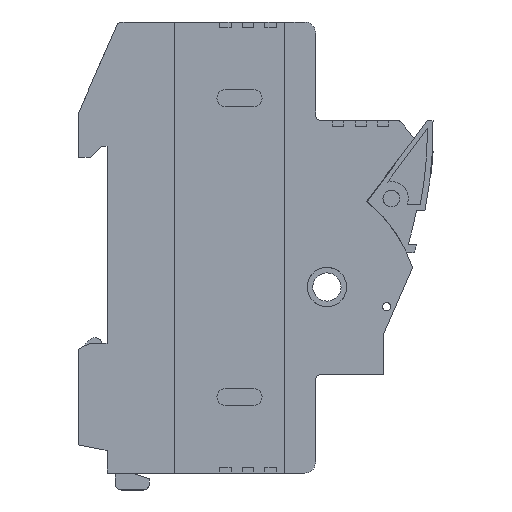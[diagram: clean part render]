
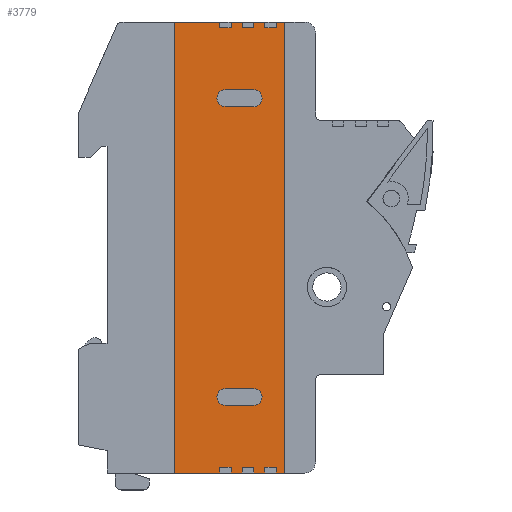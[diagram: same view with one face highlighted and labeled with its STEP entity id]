
A CAD part, left-side view. The second image highlights one B-rep face of the part: STEP entity #3779.
In plain terms, the highlighted planar face has unit normal (-1, 0, 0).
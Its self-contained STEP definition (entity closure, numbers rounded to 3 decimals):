
#1688=CARTESIAN_POINT('',(0.5,-17.0,80.0));
#1689=VERTEX_POINT('',#1688);
#1696=CARTESIAN_POINT('',(0.5,-25.0,80.0));
#1697=VERTEX_POINT('',#1696);
#1698=CARTESIAN_POINT('',(0.5,-17.,80.0));
#1699=DIRECTION('',(0.0,-1.0,0.0));
#1700=VECTOR('',#1699,8.);
#1701=LINE('',#1698,#1700);
#1702=EDGE_CURVE('',#1689,#1697,#1701,.T.);
#1720=CARTESIAN_POINT('',(0.5,-27.0,80.0));
#1721=VERTEX_POINT('',#1720);
#1728=CARTESIAN_POINT('',(0.5,-29.0,80.0));
#1729=VERTEX_POINT('',#1728);
#1730=CARTESIAN_POINT('',(0.5,-27.,80.0));
#1731=DIRECTION('',(0.0,-1.0,0.0));
#1732=VECTOR('',#1731,2.);
#1733=LINE('',#1730,#1732);
#1734=EDGE_CURVE('',#1721,#1729,#1733,.T.);
#1752=CARTESIAN_POINT('',(0.5,-31.0,80.0));
#1753=VERTEX_POINT('',#1752);
#1760=CARTESIAN_POINT('',(0.5,-33.0,80.0));
#1761=VERTEX_POINT('',#1760);
#1762=CARTESIAN_POINT('',(0.5,-31.0,80.0));
#1763=DIRECTION('',(0.0,-1.0,0.0));
#1764=VECTOR('',#1763,2.0);
#1765=LINE('',#1762,#1764);
#1766=EDGE_CURVE('',#1753,#1761,#1765,.T.);
#1784=CARTESIAN_POINT('',(0.5,-35.0,80.0));
#1785=VERTEX_POINT('',#1784);
#1792=CARTESIAN_POINT('',(0.5,-36.5,80.0));
#1793=VERTEX_POINT('',#1792);
#1794=CARTESIAN_POINT('',(0.5,-35.0,80.0));
#1795=DIRECTION('',(0.0,-1.0,0.0));
#1796=VECTOR('',#1795,1.5);
#1797=LINE('',#1794,#1796);
#1798=EDGE_CURVE('',#1785,#1793,#1797,.T.);
#2904=CARTESIAN_POINT('',(0.5,-31.0,68.0));
#2905=VERTEX_POINT('',#2904);
#2906=CARTESIAN_POINT('',(0.5,-31.0,65.));
#2907=VERTEX_POINT('',#2906);
#2908=CARTESIAN_POINT('',(0.5,-31.0,66.5));
#2909=DIRECTION('',(1.0,0.0,0.0));
#2910=DIRECTION('',(0.0,0.0,1.0));
#2911=AXIS2_PLACEMENT_3D('',#2908,#2909,#2910);
#2912=CIRCLE('',#2911,1.5);
#2913=EDGE_CURVE('',#2905,#2907,#2912,.T.);
#2947=CARTESIAN_POINT('',(0.5,-26.0,68.0));
#2948=VERTEX_POINT('',#2947);
#2949=CARTESIAN_POINT('',(0.5,-26.0,68.0));
#2950=DIRECTION('',(0.0,-1.0,0.0));
#2951=VECTOR('',#2950,5.0);
#2952=LINE('',#2949,#2951);
#2953=EDGE_CURVE('',#2948,#2905,#2952,.T.);
#2977=CARTESIAN_POINT('',(0.5,-26.0,65.));
#2978=VERTEX_POINT('',#2977);
#2979=CARTESIAN_POINT('',(0.5,-26.0,66.5));
#2980=DIRECTION('',(1.0,0.0,0.0));
#2981=DIRECTION('',(0.0,0.0,-1.0));
#2982=AXIS2_PLACEMENT_3D('',#2979,#2980,#2981);
#2983=CIRCLE('',#2982,1.5);
#2984=EDGE_CURVE('',#2978,#2948,#2983,.T.);
#3010=CARTESIAN_POINT('',(0.5,-31.0,65.));
#3011=DIRECTION('',(0.0,1.0,0.0));
#3012=VECTOR('',#3011,5.0);
#3013=LINE('',#3010,#3012);
#3014=EDGE_CURVE('',#2907,#2978,#3013,.T.);
#3044=CARTESIAN_POINT('',(0.5,-31.0,15.0));
#3045=VERTEX_POINT('',#3044);
#3046=CARTESIAN_POINT('',(0.5,-31.0,12.));
#3047=VERTEX_POINT('',#3046);
#3048=CARTESIAN_POINT('',(0.5,-31.0,13.5));
#3049=DIRECTION('',(1.0,0.0,0.0));
#3050=DIRECTION('',(0.0,0.0,-1.0));
#3051=AXIS2_PLACEMENT_3D('',#3048,#3049,#3050);
#3052=CIRCLE('',#3051,1.5);
#3053=EDGE_CURVE('',#3045,#3047,#3052,.T.);
#3086=CARTESIAN_POINT('',(0.5,-26.0,15.0));
#3087=VERTEX_POINT('',#3086);
#3088=CARTESIAN_POINT('',(0.5,-26.0,15.0));
#3089=DIRECTION('',(0.0,-1.0,0.0));
#3090=VECTOR('',#3089,5.0);
#3091=LINE('',#3088,#3090);
#3092=EDGE_CURVE('',#3087,#3045,#3091,.T.);
#3117=CARTESIAN_POINT('',(0.5,-26.0,12.));
#3118=VERTEX_POINT('',#3117);
#3119=CARTESIAN_POINT('',(0.5,-26.0,13.5));
#3120=DIRECTION('',(1.0,0.0,0.0));
#3121=DIRECTION('',(0.0,0.0,1.0));
#3122=AXIS2_PLACEMENT_3D('',#3119,#3120,#3121);
#3123=CIRCLE('',#3122,1.5);
#3124=EDGE_CURVE('',#3118,#3087,#3123,.T.);
#3151=CARTESIAN_POINT('',(0.5,-31.0,12.));
#3152=DIRECTION('',(0.0,1.0,0.0));
#3153=VECTOR('',#3152,5.0);
#3154=LINE('',#3151,#3153);
#3155=EDGE_CURVE('',#3047,#3118,#3154,.T.);
#3544=CARTESIAN_POINT('',(0.5,-17.0,0.0));
#3545=VERTEX_POINT('',#3544);
#3552=CARTESIAN_POINT('',(0.5,-17.0,0.0));
#3553=DIRECTION('',(0.0,0.0,1.0));
#3554=VECTOR('',#3553,80.0);
#3555=LINE('',#3552,#3554);
#3556=EDGE_CURVE('',#3545,#1689,#3555,.T.);
#3569=CARTESIAN_POINT('',(0.5,-36.5,0.0));
#3570=VERTEX_POINT('',#3569);
#3571=CARTESIAN_POINT('',(0.5,-36.5,80.0));
#3572=DIRECTION('',(0.0,0.0,-1.0));
#3573=VECTOR('',#3572,80.0);
#3574=LINE('',#3571,#3573);
#3575=EDGE_CURVE('',#1793,#3570,#3574,.T.);
#3586=CARTESIAN_POINT('',(0.5,-26.935,40.));
#3587=DIRECTION('',(1.0,0.0,0.0));
#3588=DIRECTION('',(0.0,0.0,-1.0));
#3589=AXIS2_PLACEMENT_3D('',#3586,#3587,#3588);
#3590=PLANE('',#3589);
#3591=CARTESIAN_POINT('',(0.5,-29.0,79.0));
#3592=VERTEX_POINT('',#3591);
#3593=CARTESIAN_POINT('',(0.5,-29.0,80.0));
#3594=DIRECTION('',(0.0,0.0,-1.0));
#3595=VECTOR('',#3594,1.0);
#3596=LINE('',#3593,#3595);
#3597=EDGE_CURVE('',#1729,#3592,#3596,.T.);
#3598=ORIENTED_EDGE('',*,*,#3597,.F.);
#3599=ORIENTED_EDGE('',*,*,#1734,.F.);
#3600=CARTESIAN_POINT('',(0.5,-27.0,79.0));
#3601=VERTEX_POINT('',#3600);
#3602=CARTESIAN_POINT('',(0.5,-27.0,79.0));
#3603=DIRECTION('',(0.0,0.0,1.0));
#3604=VECTOR('',#3603,1.0);
#3605=LINE('',#3602,#3604);
#3606=EDGE_CURVE('',#3601,#1721,#3605,.T.);
#3607=ORIENTED_EDGE('',*,*,#3606,.F.);
#3608=CARTESIAN_POINT('',(0.5,-25.0,79.0));
#3609=VERTEX_POINT('',#3608);
#3610=CARTESIAN_POINT('',(0.5,-25.0,79.0));
#3611=DIRECTION('',(0.0,-1.0,0.0));
#3612=VECTOR('',#3611,2.0);
#3613=LINE('',#3610,#3612);
#3614=EDGE_CURVE('',#3609,#3601,#3613,.T.);
#3615=ORIENTED_EDGE('',*,*,#3614,.F.);
#3616=CARTESIAN_POINT('',(0.5,-25.0,80.0));
#3617=DIRECTION('',(0.0,0.0,-1.0));
#3618=VECTOR('',#3617,1.0);
#3619=LINE('',#3616,#3618);
#3620=EDGE_CURVE('',#1697,#3609,#3619,.T.);
#3621=ORIENTED_EDGE('',*,*,#3620,.F.);
#3622=ORIENTED_EDGE('',*,*,#1702,.F.);
#3623=ORIENTED_EDGE('',*,*,#3556,.F.);
#3624=CARTESIAN_POINT('',(0.5,-25.0,0.0));
#3625=VERTEX_POINT('',#3624);
#3626=CARTESIAN_POINT('',(0.5,-25.0,0.0));
#3627=DIRECTION('',(0.0,1.0,0.0));
#3628=VECTOR('',#3627,8.0);
#3629=LINE('',#3626,#3628);
#3630=EDGE_CURVE('',#3625,#3545,#3629,.T.);
#3631=ORIENTED_EDGE('',*,*,#3630,.F.);
#3632=CARTESIAN_POINT('',(0.5,-25.0,1.));
#3633=VERTEX_POINT('',#3632);
#3634=CARTESIAN_POINT('',(0.5,-25.0,1.));
#3635=DIRECTION('',(0.0,0.0,-1.0));
#3636=VECTOR('',#3635,1.);
#3637=LINE('',#3634,#3636);
#3638=EDGE_CURVE('',#3633,#3625,#3637,.T.);
#3639=ORIENTED_EDGE('',*,*,#3638,.F.);
#3640=CARTESIAN_POINT('',(0.5,-27.0,1.));
#3641=VERTEX_POINT('',#3640);
#3642=CARTESIAN_POINT('',(0.5,-27.0,1.));
#3643=DIRECTION('',(0.0,1.0,0.0));
#3644=VECTOR('',#3643,2.0);
#3645=LINE('',#3642,#3644);
#3646=EDGE_CURVE('',#3641,#3633,#3645,.T.);
#3647=ORIENTED_EDGE('',*,*,#3646,.F.);
#3648=CARTESIAN_POINT('',(0.5,-27.0,0.0));
#3649=VERTEX_POINT('',#3648);
#3650=CARTESIAN_POINT('',(0.5,-27.0,0.0));
#3651=DIRECTION('',(0.0,0.0,1.0));
#3652=VECTOR('',#3651,1.);
#3653=LINE('',#3650,#3652);
#3654=EDGE_CURVE('',#3649,#3641,#3653,.T.);
#3655=ORIENTED_EDGE('',*,*,#3654,.F.);
#3656=CARTESIAN_POINT('',(0.5,-29.0,0.0));
#3657=VERTEX_POINT('',#3656);
#3658=CARTESIAN_POINT('',(0.5,-29.0,0.0));
#3659=DIRECTION('',(0.0,1.0,0.0));
#3660=VECTOR('',#3659,2.0);
#3661=LINE('',#3658,#3660);
#3662=EDGE_CURVE('',#3657,#3649,#3661,.T.);
#3663=ORIENTED_EDGE('',*,*,#3662,.F.);
#3664=CARTESIAN_POINT('',(0.5,-29.0,1.));
#3665=VERTEX_POINT('',#3664);
#3666=CARTESIAN_POINT('',(0.5,-29.0,1.));
#3667=DIRECTION('',(0.0,0.0,-1.0));
#3668=VECTOR('',#3667,1.);
#3669=LINE('',#3666,#3668);
#3670=EDGE_CURVE('',#3665,#3657,#3669,.T.);
#3671=ORIENTED_EDGE('',*,*,#3670,.F.);
#3672=CARTESIAN_POINT('',(0.5,-31.0,1.));
#3673=VERTEX_POINT('',#3672);
#3674=CARTESIAN_POINT('',(0.5,-31.0,1.));
#3675=DIRECTION('',(0.0,1.0,0.0));
#3676=VECTOR('',#3675,2.0);
#3677=LINE('',#3674,#3676);
#3678=EDGE_CURVE('',#3673,#3665,#3677,.T.);
#3679=ORIENTED_EDGE('',*,*,#3678,.F.);
#3680=CARTESIAN_POINT('',(0.5,-31.0,0.0));
#3681=VERTEX_POINT('',#3680);
#3682=CARTESIAN_POINT('',(0.5,-31.0,0.0));
#3683=DIRECTION('',(0.0,0.0,1.0));
#3684=VECTOR('',#3683,1.);
#3685=LINE('',#3682,#3684);
#3686=EDGE_CURVE('',#3681,#3673,#3685,.T.);
#3687=ORIENTED_EDGE('',*,*,#3686,.F.);
#3688=CARTESIAN_POINT('',(0.5,-33.0,0.0));
#3689=VERTEX_POINT('',#3688);
#3690=CARTESIAN_POINT('',(0.5,-33.0,0.0));
#3691=DIRECTION('',(0.0,1.0,0.0));
#3692=VECTOR('',#3691,2.0);
#3693=LINE('',#3690,#3692);
#3694=EDGE_CURVE('',#3689,#3681,#3693,.T.);
#3695=ORIENTED_EDGE('',*,*,#3694,.F.);
#3696=CARTESIAN_POINT('',(0.5,-33.0,1.));
#3697=VERTEX_POINT('',#3696);
#3698=CARTESIAN_POINT('',(0.5,-33.0,1.));
#3699=DIRECTION('',(0.0,0.0,-1.0));
#3700=VECTOR('',#3699,1.);
#3701=LINE('',#3698,#3700);
#3702=EDGE_CURVE('',#3697,#3689,#3701,.T.);
#3703=ORIENTED_EDGE('',*,*,#3702,.F.);
#3704=CARTESIAN_POINT('',(0.5,-35.0,1.));
#3705=VERTEX_POINT('',#3704);
#3706=CARTESIAN_POINT('',(0.5,-35.0,1.));
#3707=DIRECTION('',(0.0,1.0,0.0));
#3708=VECTOR('',#3707,2.0);
#3709=LINE('',#3706,#3708);
#3710=EDGE_CURVE('',#3705,#3697,#3709,.T.);
#3711=ORIENTED_EDGE('',*,*,#3710,.F.);
#3712=CARTESIAN_POINT('',(0.5,-35.0,0.0));
#3713=VERTEX_POINT('',#3712);
#3714=CARTESIAN_POINT('',(0.5,-35.0,0.0));
#3715=DIRECTION('',(0.0,0.0,1.0));
#3716=VECTOR('',#3715,1.);
#3717=LINE('',#3714,#3716);
#3718=EDGE_CURVE('',#3713,#3705,#3717,.T.);
#3719=ORIENTED_EDGE('',*,*,#3718,.F.);
#3720=CARTESIAN_POINT('',(0.5,-36.5,0.0));
#3721=DIRECTION('',(0.0,1.0,0.0));
#3722=VECTOR('',#3721,1.5);
#3723=LINE('',#3720,#3722);
#3724=EDGE_CURVE('',#3570,#3713,#3723,.T.);
#3725=ORIENTED_EDGE('',*,*,#3724,.F.);
#3726=ORIENTED_EDGE('',*,*,#3575,.F.);
#3727=ORIENTED_EDGE('',*,*,#1798,.F.);
#3728=CARTESIAN_POINT('',(0.5,-35.0,79.0));
#3729=VERTEX_POINT('',#3728);
#3730=CARTESIAN_POINT('',(0.5,-35.0,79.0));
#3731=DIRECTION('',(0.0,0.0,1.0));
#3732=VECTOR('',#3731,1.0);
#3733=LINE('',#3730,#3732);
#3734=EDGE_CURVE('',#3729,#1785,#3733,.T.);
#3735=ORIENTED_EDGE('',*,*,#3734,.F.);
#3736=CARTESIAN_POINT('',(0.5,-33.0,79.0));
#3737=VERTEX_POINT('',#3736);
#3738=CARTESIAN_POINT('',(0.5,-33.0,79.0));
#3739=DIRECTION('',(0.0,-1.0,0.0));
#3740=VECTOR('',#3739,2.0);
#3741=LINE('',#3738,#3740);
#3742=EDGE_CURVE('',#3737,#3729,#3741,.T.);
#3743=ORIENTED_EDGE('',*,*,#3742,.F.);
#3744=CARTESIAN_POINT('',(0.5,-33.0,80.0));
#3745=DIRECTION('',(0.0,0.0,-1.0));
#3746=VECTOR('',#3745,1.0);
#3747=LINE('',#3744,#3746);
#3748=EDGE_CURVE('',#1761,#3737,#3747,.T.);
#3749=ORIENTED_EDGE('',*,*,#3748,.F.);
#3750=ORIENTED_EDGE('',*,*,#1766,.F.);
#3751=CARTESIAN_POINT('',(0.5,-31.0,79.0));
#3752=VERTEX_POINT('',#3751);
#3753=CARTESIAN_POINT('',(0.5,-31.0,79.0));
#3754=DIRECTION('',(0.0,0.0,1.0));
#3755=VECTOR('',#3754,1.0);
#3756=LINE('',#3753,#3755);
#3757=EDGE_CURVE('',#3752,#1753,#3756,.T.);
#3758=ORIENTED_EDGE('',*,*,#3757,.F.);
#3759=CARTESIAN_POINT('',(0.5,-29.,79.0));
#3760=DIRECTION('',(0.0,-1.0,0.0));
#3761=VECTOR('',#3760,2.);
#3762=LINE('',#3759,#3761);
#3763=EDGE_CURVE('',#3592,#3752,#3762,.T.);
#3764=ORIENTED_EDGE('',*,*,#3763,.F.);
#3765=EDGE_LOOP('',(#3598,#3599,#3607,#3615,#3621,#3622,#3623,#3631,#3639,#3647,#3655,#3663,#3671,#3679,#3687,#3695,#3703,#3711,#3719,#3725,#3726,#3727,#3735,#3743,#3749,#3750,#3758,#3764));
#3766=FACE_OUTER_BOUND('',#3765,.T.);
#3767=ORIENTED_EDGE('',*,*,#2913,.T.);
#3768=ORIENTED_EDGE('',*,*,#3014,.T.);
#3769=ORIENTED_EDGE('',*,*,#2984,.T.);
#3770=ORIENTED_EDGE('',*,*,#2953,.T.);
#3771=EDGE_LOOP('',(#3767,#3768,#3769,#3770));
#3772=FACE_BOUND('',#3771,.T.);
#3773=ORIENTED_EDGE('',*,*,#3053,.T.);
#3774=ORIENTED_EDGE('',*,*,#3155,.T.);
#3775=ORIENTED_EDGE('',*,*,#3124,.T.);
#3776=ORIENTED_EDGE('',*,*,#3092,.T.);
#3777=EDGE_LOOP('',(#3773,#3774,#3775,#3776));
#3778=FACE_BOUND('',#3777,.T.);
#3779=ADVANCED_FACE('',(#3766,#3772,#3778),#3590,.F.);
